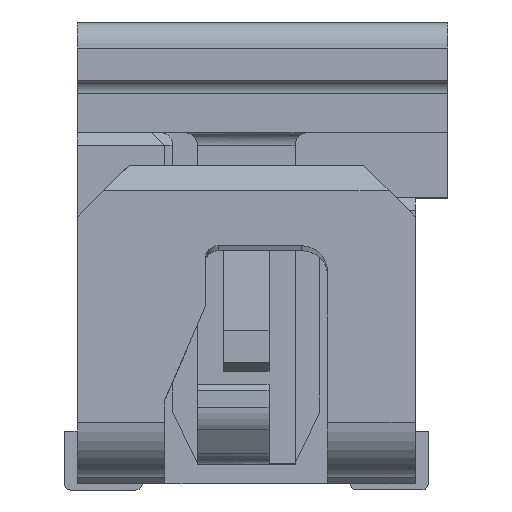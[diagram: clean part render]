
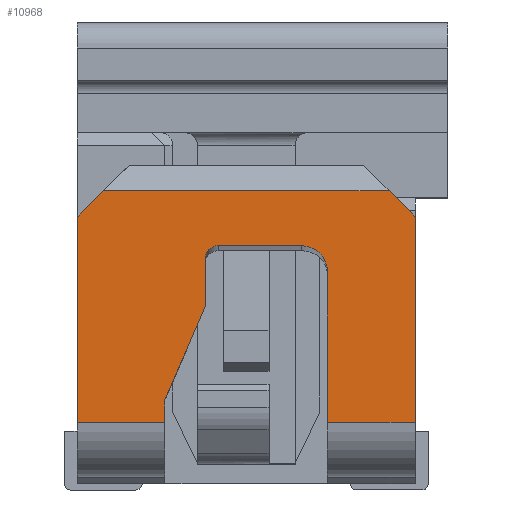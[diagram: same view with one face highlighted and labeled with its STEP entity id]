
A CAD part, left-side view. The second image highlights one B-rep face of the part: STEP entity #10968.
In plain terms, the highlighted planar face has unit normal (-1, 0, 0).
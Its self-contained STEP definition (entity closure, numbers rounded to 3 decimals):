
#10799=CARTESIAN_POINT('',(-7.3,0.,2.05));
#10800=VERTEX_POINT('',#10799);
#10807=CARTESIAN_POINT('',(-7.3,-0.201,2.251));
#10808=VERTEX_POINT('',#10807);
#10809=CARTESIAN_POINT('',(-7.3,0.,2.05));
#10810=DIRECTION('',(0.,-0.707,0.707));
#10811=VECTOR('',#10810,0.284);
#10812=LINE('',#10809,#10811);
#10813=EDGE_CURVE('',#10800,#10808,#10812,.T.);
#10825=CARTESIAN_POINT('',(-7.3,-2.6,0.));
#10826=DIRECTION('',(1.,0.,0.));
#10827=DIRECTION('',(0.,1.,0.));
#10828=AXIS2_PLACEMENT_3D('',#10825,#10826,#10827);
#10829=PLANE('',#10828);
#10830=CARTESIAN_POINT('',(-7.3,-1.085,1.829));
#10831=VERTEX_POINT('',#10830);
#10832=CARTESIAN_POINT('',(-7.3,-1.725,1.829));
#10833=VERTEX_POINT('',#10832);
#10834=CARTESIAN_POINT('',(-7.3,-1.085,1.829));
#10835=DIRECTION('',(0.,-1.,0.));
#10836=VECTOR('',#10835,0.64);
#10837=LINE('',#10834,#10836);
#10838=EDGE_CURVE('',#10831,#10833,#10837,.T.);
#10839=ORIENTED_EDGE('',*,*,#10838,.T.);
#10840=CARTESIAN_POINT('',(-7.3,-1.925,1.628));
#10841=VERTEX_POINT('',#10840);
#10842=CARTESIAN_POINT('',(-7.3,-1.725,1.829));
#10843=CARTESIAN_POINT('',(-7.3,-1.725,1.829));
#10844=CARTESIAN_POINT('',(-7.3,-1.726,1.829));
#10845=CARTESIAN_POINT('',(-7.3,-1.726,1.829));
#10846=CARTESIAN_POINT('',(-7.3,-1.738,1.829));
#10847=CARTESIAN_POINT('',(-7.3,-1.751,1.828));
#10848=CARTESIAN_POINT('',(-7.3,-1.763,1.826));
#10849=CARTESIAN_POINT('',(-7.3,-1.787,1.82));
#10850=CARTESIAN_POINT('',(-7.3,-1.809,1.811));
#10851=CARTESIAN_POINT('',(-7.3,-1.821,1.805));
#10852=CARTESIAN_POINT('',(-7.3,-1.842,1.792));
#10853=CARTESIAN_POINT('',(-7.3,-1.862,1.776));
#10854=CARTESIAN_POINT('',(-7.3,-1.871,1.767));
#10855=CARTESIAN_POINT('',(-7.3,-1.887,1.748));
#10856=CARTESIAN_POINT('',(-7.3,-1.901,1.726));
#10857=CARTESIAN_POINT('',(-7.3,-1.906,1.714));
#10858=CARTESIAN_POINT('',(-7.3,-1.916,1.691));
#10859=CARTESIAN_POINT('',(-7.3,-1.922,1.666));
#10860=CARTESIAN_POINT('',(-7.3,-1.924,1.654));
#10861=CARTESIAN_POINT('',(-7.3,-1.925,1.641));
#10862=CARTESIAN_POINT('',(-7.3,-1.925,1.628));
#10863=B_SPLINE_CURVE_WITH_KNOTS('',5,(#10842,#10843,#10844,#10845,#10846,#10847,#10848,#10849,#10850,#10851,#10852,#10853,#10854,#10855,#10856,#10857,#10858,#10859,#10860,#10861,#10862),.UNSPECIFIED.,.F.,.F.,(6,3,3,3,3,3,6),(0.,0.003,0.087,0.176,0.265,0.355,0.444),.UNSPECIFIED.);
#10864=EDGE_CURVE('',#10833,#10841,#10863,.T.);
#10865=ORIENTED_EDGE('',*,*,#10864,.T.);
#10866=CARTESIAN_POINT('',(-7.3,-1.925,0.47));
#10867=VERTEX_POINT('',#10866);
#10868=CARTESIAN_POINT('',(-7.3,-1.925,0.47));
#10869=DIRECTION('',(0.,-0.,1.));
#10870=VECTOR('',#10869,1.159);
#10871=LINE('',#10868,#10870);
#10872=EDGE_CURVE('',#10867,#10841,#10871,.T.);
#10873=ORIENTED_EDGE('',*,*,#10872,.F.);
#10874=CARTESIAN_POINT('',(-7.3,-2.6,0.47));
#10875=VERTEX_POINT('',#10874);
#10876=CARTESIAN_POINT('',(-7.3,-1.925,0.47));
#10877=DIRECTION('',(0.,-1.,0.));
#10878=VECTOR('',#10877,0.675);
#10879=LINE('',#10876,#10878);
#10880=EDGE_CURVE('',#10867,#10875,#10879,.T.);
#10881=ORIENTED_EDGE('',*,*,#10880,.T.);
#10882=CARTESIAN_POINT('',(-7.3,-2.6,2.05));
#10883=VERTEX_POINT('',#10882);
#10884=CARTESIAN_POINT('',(-7.3,-2.6,0.47));
#10885=DIRECTION('',(0.,0.,1.));
#10886=VECTOR('',#10885,1.58);
#10887=LINE('',#10884,#10886);
#10888=EDGE_CURVE('',#10875,#10883,#10887,.T.);
#10889=ORIENTED_EDGE('',*,*,#10888,.T.);
#10890=CARTESIAN_POINT('',(-7.3,-2.399,2.251));
#10891=VERTEX_POINT('',#10890);
#10892=CARTESIAN_POINT('',(-7.3,-2.399,2.251));
#10893=DIRECTION('',(0.,-0.707,-0.707));
#10894=VECTOR('',#10893,0.284);
#10895=LINE('',#10892,#10894);
#10896=EDGE_CURVE('',#10891,#10883,#10895,.T.);
#10897=ORIENTED_EDGE('',*,*,#10896,.F.);
#10898=CARTESIAN_POINT('',(-7.3,-2.399,2.251));
#10899=DIRECTION('',(0.,1.,0.));
#10900=VECTOR('',#10899,2.198);
#10901=LINE('',#10898,#10900);
#10902=EDGE_CURVE('',#10891,#10808,#10901,.T.);
#10903=ORIENTED_EDGE('',*,*,#10902,.T.);
#10904=ORIENTED_EDGE('',*,*,#10813,.F.);
#10905=CARTESIAN_POINT('',(-7.3,0.,0.47));
#10906=VERTEX_POINT('',#10905);
#10907=CARTESIAN_POINT('',(-7.3,0.,0.47));
#10908=DIRECTION('',(0.,-0.,1.));
#10909=VECTOR('',#10908,1.58);
#10910=LINE('',#10907,#10909);
#10911=EDGE_CURVE('',#10906,#10800,#10910,.T.);
#10912=ORIENTED_EDGE('',*,*,#10911,.F.);
#10913=CARTESIAN_POINT('',(-7.3,-0.675,0.47));
#10914=VERTEX_POINT('',#10913);
#10915=CARTESIAN_POINT('',(-7.3,0.,0.47));
#10916=DIRECTION('',(0.,-1.,0.));
#10917=VECTOR('',#10916,0.675);
#10918=LINE('',#10915,#10917);
#10919=EDGE_CURVE('',#10906,#10914,#10918,.T.);
#10920=ORIENTED_EDGE('',*,*,#10919,.T.);
#10921=CARTESIAN_POINT('',(-7.3,-0.675,0.644));
#10922=VERTEX_POINT('',#10921);
#10923=CARTESIAN_POINT('',(-7.3,-0.675,0.644));
#10924=DIRECTION('',(0.,0.,-1.));
#10925=VECTOR('',#10924,0.174);
#10926=LINE('',#10923,#10925);
#10927=EDGE_CURVE('',#10922,#10914,#10926,.T.);
#10928=ORIENTED_EDGE('',*,*,#10927,.F.);
#10929=CARTESIAN_POINT('',(-7.3,-0.985,1.36));
#10930=VERTEX_POINT('',#10929);
#10931=CARTESIAN_POINT('',(-7.3,-0.985,1.36));
#10932=DIRECTION('',(-0.,0.397,-0.918));
#10933=VECTOR('',#10932,0.78);
#10934=LINE('',#10931,#10933);
#10935=EDGE_CURVE('',#10930,#10922,#10934,.T.);
#10936=ORIENTED_EDGE('',*,*,#10935,.F.);
#10937=CARTESIAN_POINT('',(-7.3,-0.985,1.729));
#10938=VERTEX_POINT('',#10937);
#10939=CARTESIAN_POINT('',(-7.3,-0.985,1.729));
#10940=DIRECTION('',(0.,0.,-1.));
#10941=VECTOR('',#10940,0.369);
#10942=LINE('',#10939,#10941);
#10943=EDGE_CURVE('',#10938,#10930,#10942,.T.);
#10944=ORIENTED_EDGE('',*,*,#10943,.F.);
#10945=CARTESIAN_POINT('',(-7.3,-0.985,1.729));
#10946=CARTESIAN_POINT('',(-7.3,-0.985,1.732));
#10947=CARTESIAN_POINT('',(-7.3,-0.985,1.735));
#10948=CARTESIAN_POINT('',(-7.3,-0.985,1.738));
#10949=CARTESIAN_POINT('',(-7.3,-0.987,1.751));
#10950=CARTESIAN_POINT('',(-7.3,-0.99,1.763));
#10951=CARTESIAN_POINT('',(-7.3,-0.994,1.772));
#10952=CARTESIAN_POINT('',(-7.3,-1.003,1.789));
#10953=CARTESIAN_POINT('',(-7.3,-1.016,1.803));
#10954=CARTESIAN_POINT('',(-7.3,-1.024,1.809));
#10955=CARTESIAN_POINT('',(-7.3,-1.037,1.818));
#10956=CARTESIAN_POINT('',(-7.3,-1.052,1.824));
#10957=CARTESIAN_POINT('',(-7.3,-1.058,1.826));
#10958=CARTESIAN_POINT('',(-7.3,-1.067,1.828));
#10959=CARTESIAN_POINT('',(-7.3,-1.076,1.829));
#10960=CARTESIAN_POINT('',(-7.3,-1.079,1.829));
#10961=CARTESIAN_POINT('',(-7.3,-1.082,1.829));
#10962=CARTESIAN_POINT('',(-7.3,-1.085,1.829));
#10963=B_SPLINE_CURVE_WITH_KNOTS('',5,(#10945,#10946,#10947,#10948,#10949,#10950,#10951,#10952,#10953,#10954,#10955,#10956,#10957,#10958,#10959,#10960,#10961,#10962),.UNSPECIFIED.,.F.,.F.,(6,3,3,3,3,6),(0.,0.022,0.089,0.156,0.201,0.222),.UNSPECIFIED.);
#10964=EDGE_CURVE('',#10938,#10831,#10963,.T.);
#10965=ORIENTED_EDGE('',*,*,#10964,.T.);
#10966=EDGE_LOOP('',(#10839,#10865,#10873,#10881,#10889,#10897,#10903,#10904,#10912,#10920,#10928,#10936,#10944,#10965));
#10967=FACE_BOUND('',#10966,.T.);
#10968=ADVANCED_FACE('INSULATOR-(BJF 6841601-D)',(#10967),#10829,.F.);
